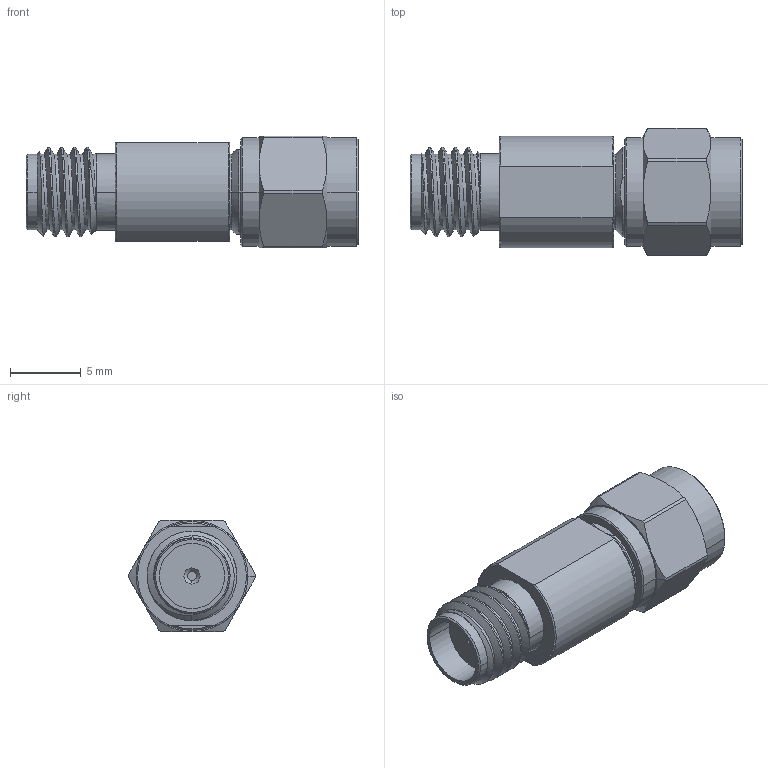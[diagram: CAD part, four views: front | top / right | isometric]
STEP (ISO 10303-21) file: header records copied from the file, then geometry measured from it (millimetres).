
FILE_DESCRIPTION (( 'STEP AP214' ), '1' );
FILE_NAME ('FMAD1624_3D.step', '2023-03-14T21:02:43', ( '' ), ( '' ), 'SwSTEP 2.0', 'SolidWorks 2022', '' );
FILE_SCHEMA (( 'AUTOMOTIVE_DESIGN' ));
Length unit declared in the file: millimetre
Products named in the file (4): FMAD1624_3D; ADS-185-3-185-8-10^FMAD1624; 2.4 mm plug^FMAD1624; 2.92 JACK mod^FMAD1624
Assembly tree (3 placements, depth 2):
  FMAD1624_3D
    2.92 JACK mod^FMAD1624
    ADS-185-3-185-8-10^FMAD1624
    2.4 mm plug^FMAD1624
Bounding box: 23.5 x 9 x 7.9 mm (x, y, z)
Volume: 812 mm3; surface area: 1336.7 mm2
Topology: 3 solids, 3 shells, 165 faces, 399 edges, 248 vertices
Faces by surface type: cylinder 67, cone 58, plane 28, bspline 6, torus 6
Entity records: 7081 total; most frequent: CARTESIAN_POINT 3225, ORIENTED_EDGE 798, DIRECTION 781, EDGE_CURVE 399, AXIS2_PLACEMENT_3D 327, VERTEX_POINT 248, EDGE_LOOP 177, ADVANCED_FACE 165
